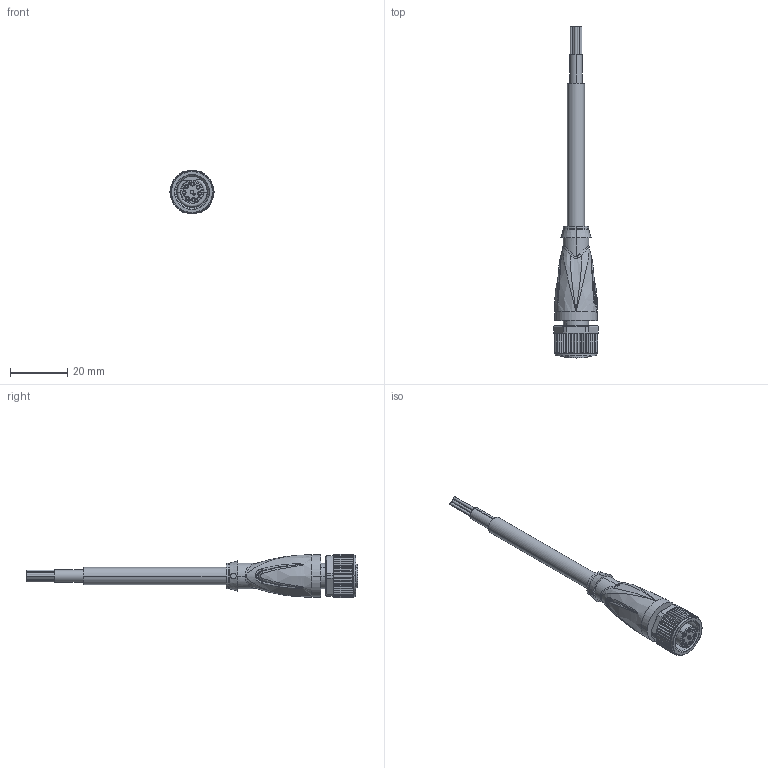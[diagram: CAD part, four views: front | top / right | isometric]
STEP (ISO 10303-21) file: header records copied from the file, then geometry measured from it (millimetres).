
FILE_DESCRIPTION(('STEP AP214'),'1');
FILE_NAME('cctmp_F449B856-AC2A-4ADB-B8BA-62A2144FEE1D_2022_04_27_10_35_50_0029..stp','2022-04-27T08:35:54',('KiM GmbH'),('CADClick - www.CADClick.com'),'Spatial InterOp 3D postprocessed',' ','unknown authorization');
FILE_SCHEMA(('AUTOMOTIVE_DESIGN'));
Length unit declared in the file: millimetre
Products named in the file (7): T197071_1; Connection2; Cable; Connection1; Connection1_2; Connection1_1; T197071
Assembly tree (6 placements, depth 4):
  T197071
    T197071_1
      Connection2
      Cable
      Connection1
        Connection1_2
        Connection1_1
Bounding box: 15.4 x 116.1 x 15.37 mm (x, y, z)
Volume: 7295 mm3; surface area: 5956 mm2
Topology: 13 solids, 33 shells, 1575 faces, 4116 edges, 2633 vertices
Faces by surface type: plane 875, cylinder 325, torus 170, bspline 113, cone 92
Entity records: 65851 total; most frequent: CARTESIAN_POINT 22447, ORIENTED_EDGE 8162, DIRECTION 7800, EDGE_CURVE 4103, AXIS2_PLACEMENT_3D 2649, VERTEX_POINT 2633, LINE 2502, VECTOR 2502
